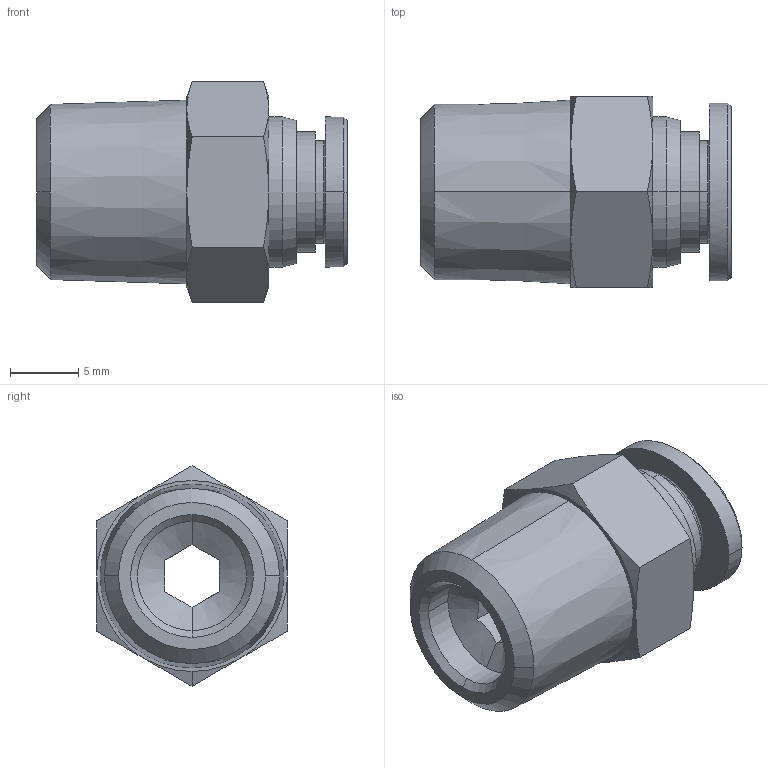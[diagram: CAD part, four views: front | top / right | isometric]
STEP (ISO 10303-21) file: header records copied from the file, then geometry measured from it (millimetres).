
FILE_DESCRIPTION (( 'STEP AP214' ), '1' );
FILE_NAME ('PC06-02.STEP', '2018-09-10T09:05:29', ( '' ), ( '' ), 'SwSTEP 2.0', 'SolidWorks 2018', '' );
FILE_SCHEMA (( 'AUTOMOTIVE_DESIGN' ));
Length unit declared in the file: millimetre
Products named in the file (1): PC06-02
Bounding box: 22.75 x 14 x 16.17 mm (x, y, z)
Surface area: 1700.5 mm2 (no closed solid volume)
Topology: 0 solids, 2 shells, 250 faces, 705 edges, 462 vertices
Faces by surface type: plane 173, bspline 32, cone 26, cylinder 19
Entity records: 11925 total; most frequent: CARTESIAN_POINT 3038, ORIENTED_EDGE 1362, DIRECTION 1105, EDGE_CURVE 705, LINE 531, VECTOR 531, VERTEX_POINT 462, AXIS2_PLACEMENT_3D 287
